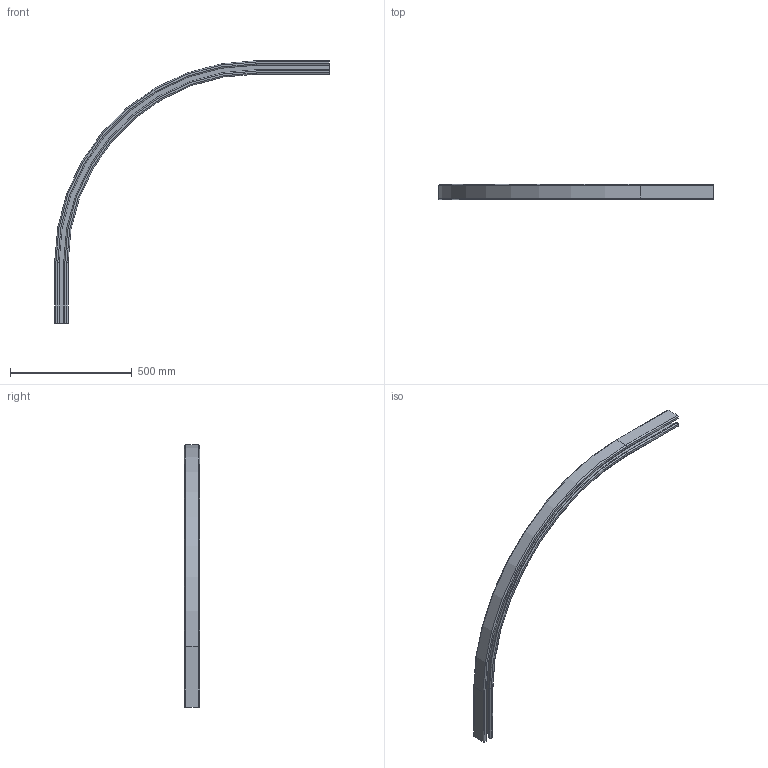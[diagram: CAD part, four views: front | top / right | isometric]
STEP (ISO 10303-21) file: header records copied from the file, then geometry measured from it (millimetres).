
FILE_DESCRIPTION(/* description */ (''),/* implementation_level */ '2;1');
FILE_NAME(/* name */ '6255C.stp',/* time_stamp */ '2018-05-07T09:55:44+02:00',/* author */ ('Giuliano'),/* organization */ (''),/* preprocessor_version */ 'ST-DEVELOPER v16.5',/* originating_system */ 'Autodesk Inventor 2017',/* authorisation */ '');
FILE_SCHEMA (('AUTOMOTIVE_DESIGN { 1 0 10303 214 3 1 1 }'));
Length unit declared in the file: millimetre
Products named in the file (1): 6255C
Bounding box: 1127.5 x 62 x 1077.5 mm (x, y, z)
Volume: 931966.9 mm3; surface area: 755638.4 mm2
Topology: 1 solids, 1 shells, 70 faces, 180 edges, 112 vertices
Faces by surface type: cylinder 32, plane 26, torus 12
Entity records: 2158 total; most frequent: DIRECTION 398, CARTESIAN_POINT 363, ORIENTED_EDGE 360, EDGE_CURVE 180, AXIS2_PLACEMENT_3D 147, VERTEX_POINT 112, LINE 104, VECTOR 104
